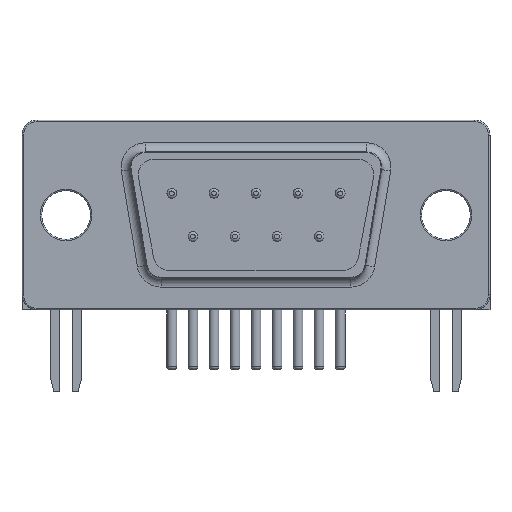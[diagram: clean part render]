
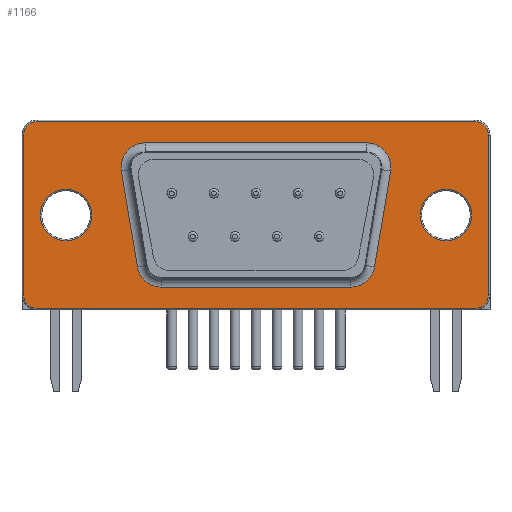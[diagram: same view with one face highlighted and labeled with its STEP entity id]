
A CAD part, front view. The second image highlights one B-rep face of the part: STEP entity #1166.
In plain terms, the highlighted planar face has unit normal (0, -1, 0).
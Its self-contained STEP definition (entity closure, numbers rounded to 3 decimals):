
#29=DIRECTION('',(0.,-1.,0.));
#46=DIRECTION('',(0.,0.,-1.));
#62=DIRECTION('',(0.,0.,1.));
#93=DIRECTION('',(0.,1.,0.));
#94=DIRECTION('',(1.,0.,0.));
#170=DIRECTION('',(-1.,0.,0.));
#243=VECTOR('',#94,1.);
#310=VECTOR('',#170,1.);
#509=DIRECTION('',(0.986,0.,-0.165));
#536=DIRECTION('',(-0.986,0.,-0.165));
#921=CARTESIAN_POINT('',(-1.739,-8.08,9.4));
#953=VECTOR('',#954,1.);
#954=DIRECTION('',(-0.165,0.,0.986));
#974=CARTESIAN_POINT('',(12.819,-8.08,9.4));
#991=CARTESIAN_POINT('',(-0.688,-8.08,3.1));
#1004=VECTOR('',#1005,1.);
#1005=DIRECTION('',(-0.165,0.,-0.986));
#1036=CARTESIAN_POINT('',(11.768,-8.08,3.1));
#1042=VERTEX_POINT('',#1043);
#1043=CARTESIAN_POINT('',(-3.317,-8.08,9.137));
#1047=ORIENTED_EDGE('',*,*,#1048,.T.);
#1048=EDGE_CURVE('',#1042,#1049,#1051,.T.);
#1049=VERTEX_POINT('',#1050);
#1050=CARTESIAN_POINT('',(-1.739,-8.08,11.));
#1051=CIRCLE('',#1052,1.6);
#1052=AXIS2_PLACEMENT_3D('',#921,#93,#536);
#1065=VERTEX_POINT('',#1066);
#1066=CARTESIAN_POINT('',(12.819,-8.08,11.));
#1071=EDGE_CURVE('',#1049,#1065,#1072,.T.);
#1072=LINE('',#1050,#243);
#1080=VERTEX_POINT('',#1081);
#1081=CARTESIAN_POINT('',(-2.266,-8.08,2.837));
#1087=EDGE_CURVE('',#1080,#1042,#1088,.T.);
#1088=LINE('',#1081,#953);
#1094=ORIENTED_EDGE('',*,*,#1095,.T.);
#1095=EDGE_CURVE('',#1065,#1096,#1098,.T.);
#1096=VERTEX_POINT('',#1097);
#1097=CARTESIAN_POINT('',(14.397,-8.08,9.137));
#1098=CIRCLE('',#1099,1.6);
#1099=AXIS2_PLACEMENT_3D('',#974,#93,#62);
#1112=VERTEX_POINT('',#1113);
#1113=CARTESIAN_POINT('',(-0.688,-8.08,1.5));
#1117=ORIENTED_EDGE('',*,*,#1118,.T.);
#1118=EDGE_CURVE('',#1112,#1080,#1119,.T.);
#1119=CIRCLE('',#1120,1.6);
#1120=AXIS2_PLACEMENT_3D('',#991,#93,#46);
#1129=VERTEX_POINT('',#1130);
#1130=CARTESIAN_POINT('',(13.346,-8.08,2.837));
#1135=EDGE_CURVE('',#1096,#1129,#1136,.T.);
#1136=LINE('',#1097,#1004);
#1144=VERTEX_POINT('',#1145);
#1145=CARTESIAN_POINT('',(11.768,-8.08,1.5));
#1153=EDGE_CURVE('',#1144,#1112,#1154,.T.);
#1154=LINE('',#1145,#310);
#1160=ORIENTED_EDGE('',*,*,#1161,.T.);
#1161=EDGE_CURVE('',#1129,#1144,#1162,.T.);
#1162=CIRCLE('',#1163,1.6);
#1163=AXIS2_PLACEMENT_3D('',#1036,#93,#509);
#1166=ADVANCED_FACE('',(#1167,#1173,#1225,#1234),#1243,.T.);
#1167=FACE_BOUND('',#1168,.T.);
#1168=EDGE_LOOP('',(#1169,#1160,#1170,#1117,#1171,#1047,#1172,#1094));
#1169=ORIENTED_EDGE('',*,*,#1135,.T.);
#1170=ORIENTED_EDGE('',*,*,#1153,.T.);
#1171=ORIENTED_EDGE('',*,*,#1087,.T.);
#1172=ORIENTED_EDGE('',*,*,#1071,.T.);
#1173=FACE_BOUND('',#1174,.T.);
#1174=EDGE_LOOP('',(#1175,#1182,#1189,#1195,#1202,#1207,#1214,#1220));
#1175=ORIENTED_EDGE('',*,*,#1176,.T.);
#1176=EDGE_CURVE('',#1177,#1179,#1181,.T.);
#1177=VERTEX_POINT('',#1178);
#1178=CARTESIAN_POINT('',(19.94,-8.08,12.4));
#1179=VERTEX_POINT('',#1180);
#1180=CARTESIAN_POINT('',(-8.86,-8.08,12.4));
#1181=LINE('',#1178,#310);
#1182=ORIENTED_EDGE('',*,*,#1183,.T.);
#1183=EDGE_CURVE('',#1179,#1184,#1186,.T.);
#1184=VERTEX_POINT('',#1185);
#1185=CARTESIAN_POINT('',(-9.76,-8.08,11.5));
#1186=CIRCLE('',#1187,0.9);
#1187=AXIS2_PLACEMENT_3D('',#1188,#29,#62);
#1188=CARTESIAN_POINT('',(-8.86,-8.08,11.5));
#1189=ORIENTED_EDGE('',*,*,#1190,.T.);
#1190=EDGE_CURVE('',#1184,#1191,#1193,.T.);
#1191=VERTEX_POINT('',#1192);
#1192=CARTESIAN_POINT('',(-9.76,-8.08,1.));
#1193=LINE('',#1185,#1194);
#1194=VECTOR('',#46,1.);
#1195=ORIENTED_EDGE('',*,*,#1196,.T.);
#1196=EDGE_CURVE('',#1191,#1197,#1199,.T.);
#1197=VERTEX_POINT('',#1198);
#1198=CARTESIAN_POINT('',(-8.86,-8.08,0.1));
#1199=CIRCLE('',#1200,0.9);
#1200=AXIS2_PLACEMENT_3D('',#1201,#29,#170);
#1201=CARTESIAN_POINT('',(-8.86,-8.08,1.));
#1202=ORIENTED_EDGE('',*,*,#1203,.T.);
#1203=EDGE_CURVE('',#1197,#1204,#1206,.T.);
#1204=VERTEX_POINT('',#1205);
#1205=CARTESIAN_POINT('',(19.94,-8.08,0.1));
#1206=LINE('',#1198,#243);
#1207=ORIENTED_EDGE('',*,*,#1208,.T.);
#1208=EDGE_CURVE('',#1204,#1209,#1211,.T.);
#1209=VERTEX_POINT('',#1210);
#1210=CARTESIAN_POINT('',(20.84,-8.08,1.));
#1211=CIRCLE('',#1212,0.9);
#1212=AXIS2_PLACEMENT_3D('',#1213,#29,#46);
#1213=CARTESIAN_POINT('',(19.94,-8.08,1.));
#1214=ORIENTED_EDGE('',*,*,#1215,.T.);
#1215=EDGE_CURVE('',#1209,#1216,#1218,.T.);
#1216=VERTEX_POINT('',#1217);
#1217=CARTESIAN_POINT('',(20.84,-8.08,11.5));
#1218=LINE('',#1210,#1219);
#1219=VECTOR('',#62,1.);
#1220=ORIENTED_EDGE('',*,*,#1221,.T.);
#1221=EDGE_CURVE('',#1216,#1177,#1222,.T.);
#1222=CIRCLE('',#1223,0.9);
#1223=AXIS2_PLACEMENT_3D('',#1224,#29,#94);
#1224=CARTESIAN_POINT('',(19.94,-8.08,11.5));
#1225=FACE_BOUND('',#1226,.T.);
#1226=EDGE_LOOP('',(#1227));
#1227=ORIENTED_EDGE('',*,*,#1228,.F.);
#1228=EDGE_CURVE('',#1229,#1229,#1231,.T.);
#1229=VERTEX_POINT('',#1230);
#1230=CARTESIAN_POINT('',(-5.26,-8.08,6.25));
#1231=CIRCLE('',#1232,1.7);
#1232=AXIS2_PLACEMENT_3D('',#1233,#29,#94);
#1233=CARTESIAN_POINT('',(-6.96,-8.08,6.25));
#1234=FACE_BOUND('',#1235,.T.);
#1235=EDGE_LOOP('',(#1236));
#1236=ORIENTED_EDGE('',*,*,#1237,.F.);
#1237=EDGE_CURVE('',#1238,#1238,#1240,.T.);
#1238=VERTEX_POINT('',#1239);
#1239=CARTESIAN_POINT('',(19.74,-8.08,6.25));
#1240=CIRCLE('',#1241,1.7);
#1241=AXIS2_PLACEMENT_3D('',#1242,#29,#94);
#1242=CARTESIAN_POINT('',(18.04,-8.08,6.25));
#1243=PLANE('',#1244);
#1244=AXIS2_PLACEMENT_3D('',#1245,#29,#94);
#1245=CARTESIAN_POINT('',(5.54,-8.08,6.25));
